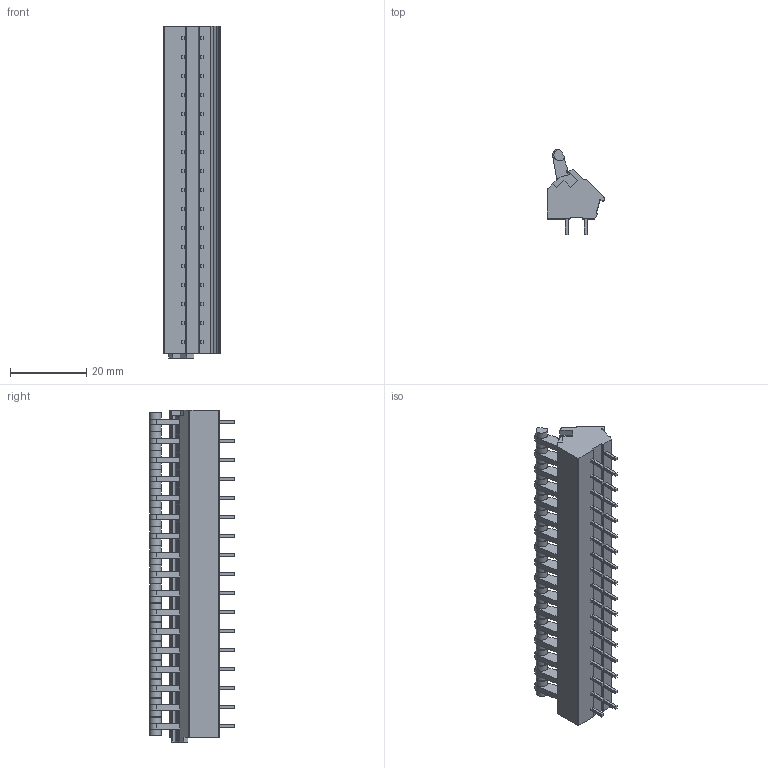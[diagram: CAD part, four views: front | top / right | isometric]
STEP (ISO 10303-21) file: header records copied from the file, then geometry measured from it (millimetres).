
FILE_DESCRIPTION((''),'2;1');
FILE_NAME('PRT0001','2024-10-15T10:05:55',('tluser'),(''),'CREO PARAMETRIC BY PTC INC, 2018100','CREO PARAMETRIC BY PTC INC, 2018100','');
FILE_SCHEMA(('CONFIG_CONTROL_DESIGN'));
Products named in the file (1): PRT0001
Bounding box: 15 x 22.27 x 87.3 mm (x, y, z)
Volume: 11808.1 mm3; surface area: 7417.6 mm2
Topology: 1 solids, 1 shells, 1289 faces, 3215 edges, 1979 vertices
Faces by surface type: plane 577, cylinder 542, bspline 85, sphere 34, torus 34, cone 17
Entity records: 50856 total; most frequent: CARTESIAN_POINT 20488, ORIENTED_EDGE 6430, DIRECTION 6197, EDGE_CURVE 3215, AXIS2_PLACEMENT_3D 2084, VECTOR 2029, LINE 2029, VERTEX_POINT 1979
